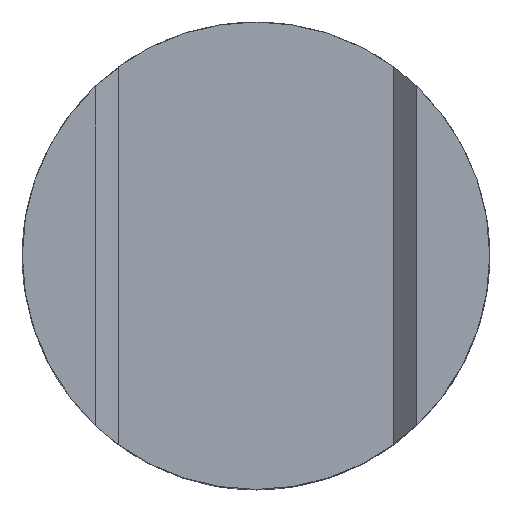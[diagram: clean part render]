
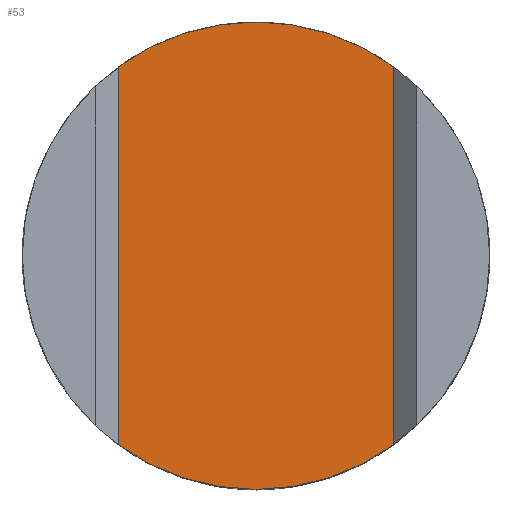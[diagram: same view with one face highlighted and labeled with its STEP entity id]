
A CAD part, top view. The second image highlights one B-rep face of the part: STEP entity #53.
In plain terms, the highlighted face is planar.
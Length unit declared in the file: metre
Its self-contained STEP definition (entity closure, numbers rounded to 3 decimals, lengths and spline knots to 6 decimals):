
#53=ADVANCED_FACE('15:413',(#88),#89,.F.);
#88=FACE_OUTER_BOUND('',#193,.T.);
#89=PLANE('',#194);
#193=EDGE_LOOP('',(#373,#374,#375,#376,#377,#378));
#194=AXIS2_PLACEMENT_3D('',#379,#380,#381);
#373=ORIENTED_EDGE('',*,*,#559,.T.);
#374=ORIENTED_EDGE('',*,*,#560,.T.);
#375=ORIENTED_EDGE('',*,*,#561,.T.);
#376=ORIENTED_EDGE('',*,*,#562,.T.);
#377=ORIENTED_EDGE('',*,*,#563,.F.);
#378=ORIENTED_EDGE('',*,*,#564,.F.);
#379=CARTESIAN_POINT('',(0.0055,0.007,0.0));
#380=DIRECTION('',(0.0,-1.0,0.0));
#381=DIRECTION('',(0.0,0.0,-1.0));
#559=EDGE_CURVE('15:923',#1354,#1355,#1356,.F.);
#560=EDGE_CURVE('19:3107',#1355,#1357,#1358,.T.);
#561=EDGE_CURVE('19:3107',#1357,#1359,#1360,.T.);
#562=EDGE_CURVE('15:920',#1359,#1361,#1362,.F.);
#563=EDGE_CURVE('19:2967',#1363,#1361,#1364,.T.);
#564=EDGE_CURVE('19:2967',#1354,#1363,#1365,.T.);
#1354=VERTEX_POINT('',#1628);
#1355=VERTEX_POINT('',#1629);
#1356=LINE('',#1630,#1631);
#1357=VERTEX_POINT('',#1632);
#1358=CIRCLE('',#1633,0.01);
#1359=VERTEX_POINT('',#1634);
#1360=CIRCLE('',#1635,0.01);
#1361=VERTEX_POINT('',#1636);
#1362=LINE('',#1637,#1638);
#1363=VERTEX_POINT('',#1639);
#1364=CIRCLE('',#1640,0.01);
#1365=CIRCLE('',#1641,0.01);
#1628=CARTESIAN_POINT('',(0.005882,0.007,0.008087));
#1629=CARTESIAN_POINT('',(0.005882,0.007,-0.008087));
#1630=CARTESIAN_POINT('',(0.005882,0.007,-0.0065));
#1631=VECTOR('',#2069,1.0);
#1632=CARTESIAN_POINT('',(0.,0.007,-0.01));
#1633=AXIS2_PLACEMENT_3D('',#2070,#2071,#2072);
#1634=CARTESIAN_POINT('',(-0.005882,0.007,-0.008087));
#1635=AXIS2_PLACEMENT_3D('',#2073,#2074,#2075);
#1636=CARTESIAN_POINT('',(-0.005882,0.007,0.008087));
#1637=CARTESIAN_POINT('',(-0.005882,0.007,-0.0065));
#1638=VECTOR('',#2076,1.0);
#1639=CARTESIAN_POINT('',(0.,0.007,0.01));
#1640=AXIS2_PLACEMENT_3D('',#2077,#2078,#2079);
#1641=AXIS2_PLACEMENT_3D('',#2080,#2081,#2082);
#2069=DIRECTION('',(0.0,0.0,1.0));
#2070=CARTESIAN_POINT('',(0.0,0.007,0.0));
#2071=DIRECTION('',(-0.0,1.0,0.0));
#2072=DIRECTION('',(0.0,0.0,1.0));
#2073=CARTESIAN_POINT('',(0.0,0.007,0.0));
#2074=DIRECTION('',(-0.0,1.0,0.0));
#2075=DIRECTION('',(0.0,0.0,1.0));
#2076=DIRECTION('',(0.0,0.0,-1.0));
#2077=CARTESIAN_POINT('',(0.0,0.007,0.0));
#2078=DIRECTION('',(0.0,-1.0,0.0));
#2079=DIRECTION('',(0.0,0.0,1.0));
#2080=CARTESIAN_POINT('',(0.0,0.007,0.0));
#2081=DIRECTION('',(0.0,-1.0,0.0));
#2082=DIRECTION('',(0.0,0.0,1.0));
